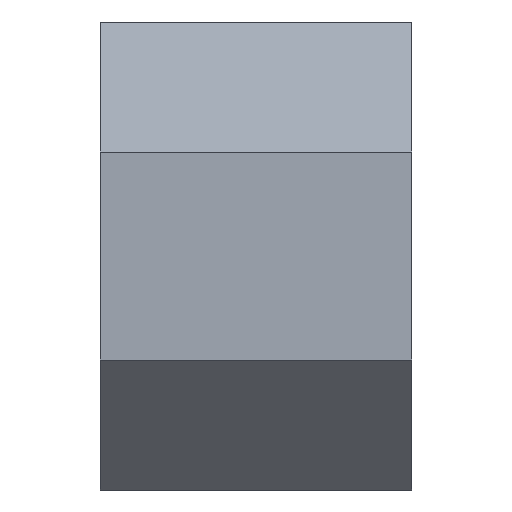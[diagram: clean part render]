
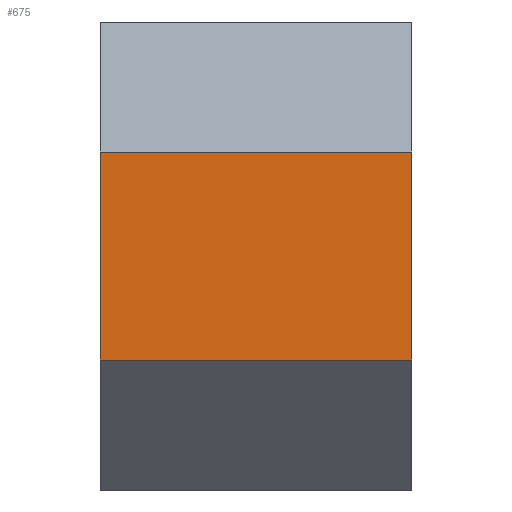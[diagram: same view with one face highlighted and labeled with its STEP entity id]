
A CAD part, front view. The second image highlights one B-rep face of the part: STEP entity #675.
In plain terms, the highlighted planar face has unit normal (0, -1, 0).
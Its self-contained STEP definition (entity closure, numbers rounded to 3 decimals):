
#71=FACE_OUTER_BOUND('',#109,.T.);
#109=EDGE_LOOP('',(#527,#528,#529,#530));
#162=LINE('',#1036,#236);
#180=LINE('',#1078,#254);
#182=LINE('',#1082,#256);
#183=LINE('',#1083,#257);
#236=VECTOR('',#832,10.);
#254=VECTOR('',#872,10.);
#256=VECTOR('',#876,10.);
#257=VECTOR('',#877,10.);
#310=VERTEX_POINT('',#1033);
#311=VERTEX_POINT('',#1035);
#324=VERTEX_POINT('',#1077);
#325=VERTEX_POINT('',#1081);
#381=EDGE_CURVE('',#310,#311,#162,.T.);
#402=EDGE_CURVE('',#311,#324,#180,.T.);
#404=EDGE_CURVE('',#325,#310,#182,.T.);
#405=EDGE_CURVE('',#325,#324,#183,.T.);
#527=ORIENTED_EDGE('',*,*,#402,.F.);
#528=ORIENTED_EDGE('',*,*,#381,.F.);
#529=ORIENTED_EDGE('',*,*,#404,.F.);
#530=ORIENTED_EDGE('',*,*,#405,.T.);
#648=PLANE('',#743);
#675=ADVANCED_FACE('',(#71),#648,.T.);
#743=AXIS2_PLACEMENT_3D('',#1080,#874,#875);
#832=DIRECTION('',(0.,0.,-1.));
#872=DIRECTION('',(-1.,0.,0.));
#874=DIRECTION('center_axis',(0.,-1.,0.));
#875=DIRECTION('ref_axis',(0.,0.,-1.));
#876=DIRECTION('',(1.,0.,0.));
#877=DIRECTION('',(0.,0.,-1.));
#1033=CARTESIAN_POINT('',(12.,-32.5,4.));
#1035=CARTESIAN_POINT('',(12.,-32.5,-4.));
#1036=CARTESIAN_POINT('',(12.,-32.5,9.));
#1077=CARTESIAN_POINT('',(0.,-32.5,-4.));
#1078=CARTESIAN_POINT('',(0.,-32.5,-4.));
#1080=CARTESIAN_POINT('Origin',(0.,-32.5,9.));
#1081=CARTESIAN_POINT('',(0.,-32.5,4.));
#1082=CARTESIAN_POINT('',(0.,-32.5,4.));
#1083=CARTESIAN_POINT('',(0.,-32.5,9.));
